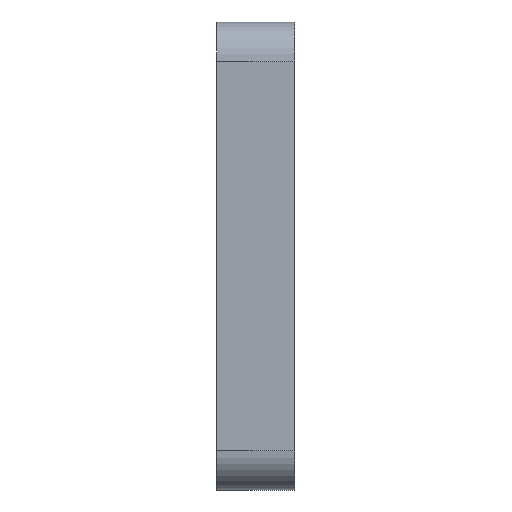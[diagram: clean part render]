
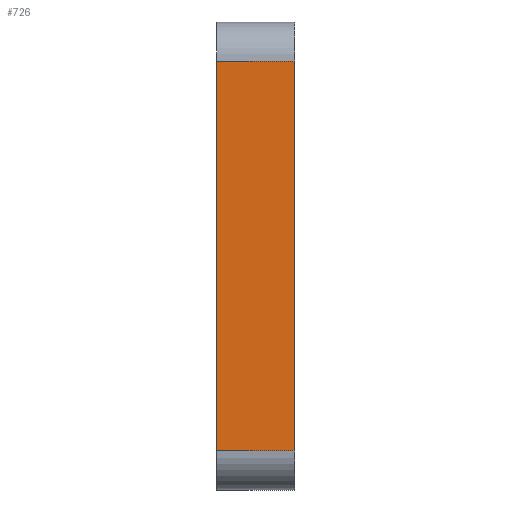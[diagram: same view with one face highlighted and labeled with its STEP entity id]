
A CAD part, left-side view. The second image highlights one B-rep face of the part: STEP entity #726.
In plain terms, the highlighted planar face has unit normal (-1, 0, 0).
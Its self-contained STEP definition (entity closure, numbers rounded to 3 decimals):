
#28 = EDGE_LOOP ( 'NONE', ( #528, #1546, #1671, #587 ) ) ;
#58 = EDGE_CURVE ( 'NONE', #1252, #1212, #1960, .T. ) ;
#69 = VERTEX_POINT ( 'NONE', #1364 ) ;
#77 = LINE ( 'NONE', #85, #1764 ) ;
#79 = VERTEX_POINT ( 'NONE', #470 ) ;
#85 = CARTESIAN_POINT ( 'NONE',  ( -63.5, 5., 25. ) ) ;
#103 = VECTOR ( 'NONE', #1912, 1000. ) ;
#179 = CARTESIAN_POINT ( 'NONE',  ( -63.5, 5., 25. ) ) ;
#212 = CARTESIAN_POINT ( 'NONE',  ( -63.5, -5., -30. ) ) ;
#405 = DIRECTION ( 'NONE',  ( 0., 0., 1. ) ) ;
#426 = DIRECTION ( 'NONE',  ( 0., -1., 0. ) ) ;
#470 = CARTESIAN_POINT ( 'NONE',  ( -63.5, -5., -25. ) ) ;
#528 = ORIENTED_EDGE ( 'NONE', *, *, #58, .T. ) ;
#537 = CARTESIAN_POINT ( 'NONE',  ( -63.5, 5., -25. ) ) ;
#587 = ORIENTED_EDGE ( 'NONE', *, *, #725, .T. ) ;
#592 = LINE ( 'NONE', #1942, #740 ) ;
#712 = DIRECTION ( 'NONE',  ( 0., 1., 0. ) ) ;
#725 = EDGE_CURVE ( 'NONE', #69, #1252, #77, .T. ) ;
#726 = ADVANCED_FACE ( 'NONE', ( #1305 ), #1162, .T. ) ;
#740 = VECTOR ( 'NONE', #426, 1000. ) ;
#808 = EDGE_CURVE ( 'NONE', #1212, #79, #592, .T. ) ;
#815 = LINE ( 'NONE', #212, #103 ) ;
#928 = VECTOR ( 'NONE', #1805, 1000. ) ;
#1149 = CARTESIAN_POINT ( 'NONE',  ( -63.5, 0., 0. ) ) ;
#1162 = PLANE ( 'NONE',  #1572 ) ;
#1196 = CARTESIAN_POINT ( 'NONE',  ( -63.5, 5., 30. ) ) ;
#1212 = VERTEX_POINT ( 'NONE', #537 ) ;
#1252 = VERTEX_POINT ( 'NONE', #179 ) ;
#1305 = FACE_OUTER_BOUND ( 'NONE', #28, .T. ) ;
#1364 = CARTESIAN_POINT ( 'NONE',  ( -63.5, -5., 25. ) ) ;
#1546 = ORIENTED_EDGE ( 'NONE', *, *, #808, .T. ) ;
#1572 = AXIS2_PLACEMENT_3D ( 'NONE', #1149, #1771, #405 ) ;
#1671 = ORIENTED_EDGE ( 'NONE', *, *, #1787, .T. ) ;
#1764 = VECTOR ( 'NONE', #712, 1000. ) ;
#1771 = DIRECTION ( 'NONE',  ( -1., 0., 0. ) ) ;
#1787 = EDGE_CURVE ( 'NONE', #79, #69, #815, .T. ) ;
#1805 = DIRECTION ( 'NONE',  ( 0., 0., -1. ) ) ;
#1912 = DIRECTION ( 'NONE',  ( 0., 0., 1. ) ) ;
#1942 = CARTESIAN_POINT ( 'NONE',  ( -63.5, -5., -25. ) ) ;
#1960 = LINE ( 'NONE', #1196, #928 ) ;
